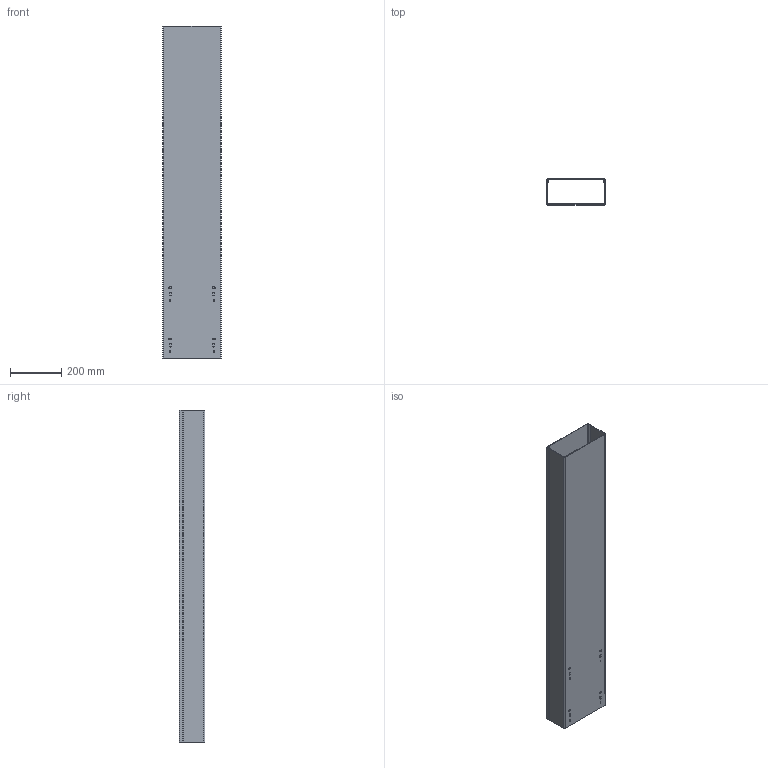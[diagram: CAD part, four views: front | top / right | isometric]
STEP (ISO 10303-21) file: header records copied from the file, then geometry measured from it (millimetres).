
FILE_DESCRIPTION (( 'STEP AP214' ), '1' );
FILE_NAME ('6191356_KSTP1.stp', '2018-06-27T13:40:10', ( '' ), ( '' ), 'SwSTEP 2.0', 'SolidWorks 2014', '' );
FILE_SCHEMA (( 'AUTOMOTIVE_DESIGN' ));
Length unit declared in the file: millimetre
Products named in the file (3): 6191356_KSTP1; Unterteil; Deckel
Assembly tree (2 placements, depth 2):
  6191356_KSTP1
    Unterteil
    Deckel
Bounding box: 230 x 100.3 x 1300 mm (x, y, z)
Volume: 2478016.2 mm3; surface area: 1759431.9 mm2
Topology: 2 solids, 2 shells, 109 faces, 315 edges, 210 vertices
Faces by surface type: plane 56, cylinder 53
Entity records: 4950 total; most frequent: DIRECTION 649, CARTESIAN_POINT 639, ORIENTED_EDGE 630, EDGE_CURVE 315, AXIS2_PLACEMENT_3D 220, VERTEX_POINT 210, VECTOR 209, LINE 209
